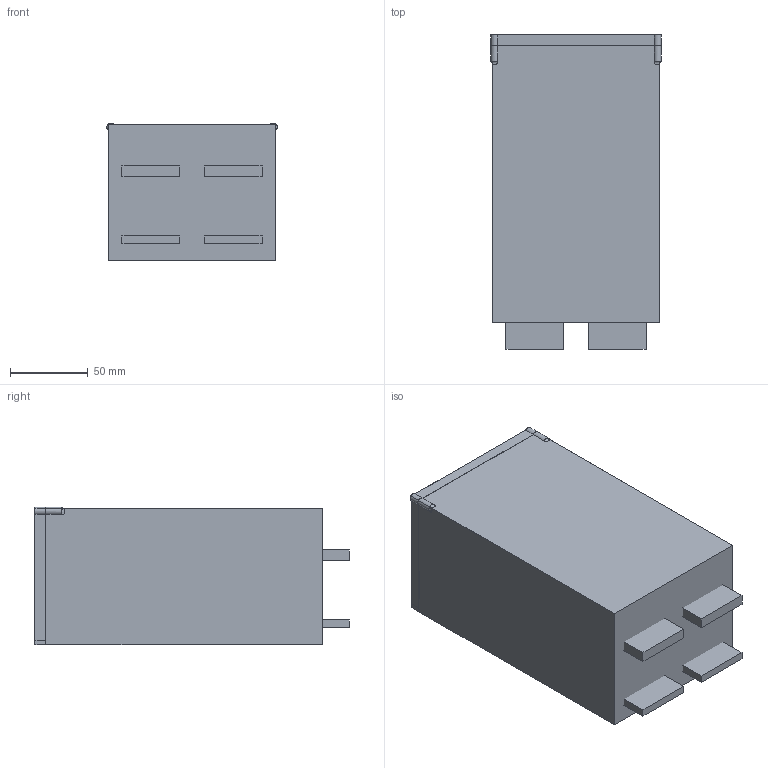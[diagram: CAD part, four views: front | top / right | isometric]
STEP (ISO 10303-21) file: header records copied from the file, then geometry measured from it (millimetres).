
FILE_DESCRIPTION(/* description */ (''),/* implementation_level */ '2;1');
FILE_NAME(/* name */ 'Batteriebox_alt_Veschluss_v5.step',/* time_stamp */ '2025-03-29T15:11:14+01:00',/* author */ (''),/* organization */ (''),/* preprocessor_version */ 'ST-DEVELOPER v20.1',/* originating_system */ 'Autodesk Translation Framework v14.4.0.0',/* authorisation */ '');
FILE_SCHEMA (('AUTOMOTIVE_DESIGN { 1 0 10303 214 3 1 1 }'));
Length unit declared in the file: millimetre
Products named in the file (9): Batteriebox_alt_Veschluss; innenleben; voll; leer; Component5; Component6; kleine aussparung; große aussparung; Component9
Assembly tree (8 placements, depth 2):
  Batteriebox_alt_Veschluss
    innenleben
    voll
    leer
    Component5
    Component6
    kleine aussparung
    große aussparung
    Component9
Bounding box: 109.51 x 202 x 88.51 mm (x, y, z)
Surface area: 1156767.7 mm2
Topology: 46 solids, 46 shells, 512 faces, 1298 edges, 858 vertices
Faces by surface type: plane 404, cylinder 68, cone 24, sphere 8, bspline 8
Full cylindrical faces by diameter (mm): 2 x33
Entity records: 17604 total; most frequent: CARTESIAN_POINT 5097, ORIENTED_EDGE 2558, DIRECTION 2377, EDGE_CURVE 1279, LINE 1043, VECTOR 1043, VERTEX_POINT 858, AXIS2_PLACEMENT_3D 667
